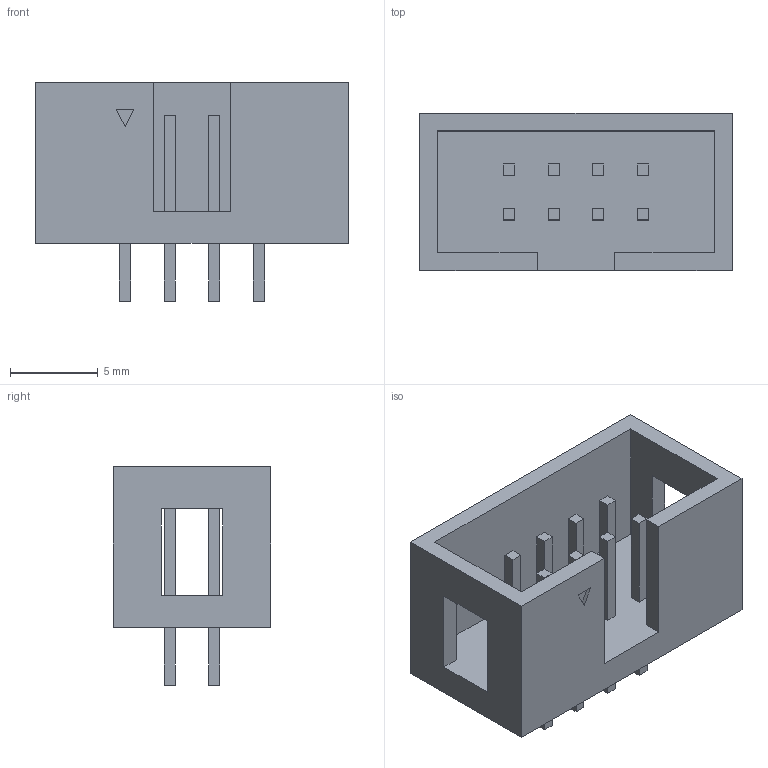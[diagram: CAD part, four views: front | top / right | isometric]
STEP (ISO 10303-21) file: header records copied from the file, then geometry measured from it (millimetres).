
FILE_DESCRIPTION((''),'2;1');
FILE_NAME('AMPHENOL_T821108A1S100CEU.stp','2015-02-03T11:59:07',(''),(''),'Mechanical Desktop 2011','Mechanical Desktop 2011',', , ');
FILE_SCHEMA(('AUTOMOTIVE_DESIGN { 1 2 10303 214 1 1 1 1 }'));
Length unit declared in the file: millimetre
Products named in the file (1): Product
Bounding box: 17.78 x 8.95 x 12.45 mm (x, y, z)
Volume: 611.7 mm3; surface area: 1250.1 mm2
Topology: 17 solids, 17 shells, 120 faces, 261 edges, 174 vertices
Faces by surface type: plane 120
Entity records: 3249 total; most frequent: CARTESIAN_POINT 556, ORIENTED_EDGE 522, DIRECTION 503, VECTOR 261, LINE 261, EDGE_CURVE 261, VERTEX_POINT 174, EDGE_LOOP 123
